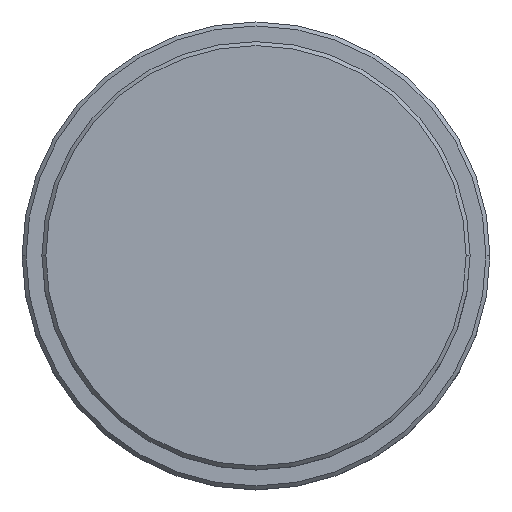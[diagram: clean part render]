
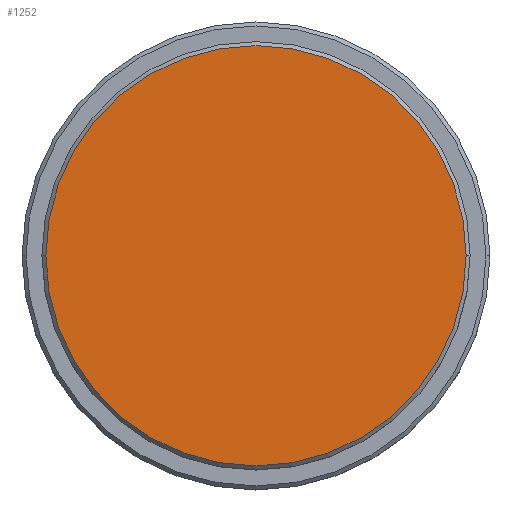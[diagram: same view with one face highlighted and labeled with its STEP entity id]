
A CAD part, top view. The second image highlights one B-rep face of the part: STEP entity #1252.
In plain terms, the highlighted planar face has unit normal (0, 0, 1).
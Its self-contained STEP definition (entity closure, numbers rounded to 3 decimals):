
#54 = DIRECTION ( 'NONE',  ( 0., 0., 1. ) ) ;
#102 = DIRECTION ( 'NONE',  ( 1., 0., 0. ) ) ;
#116 = FACE_OUTER_BOUND ( 'NONE', #1396, .T. ) ;
#180 = CIRCLE ( 'NONE', #837, 26.5 ) ;
#407 = CARTESIAN_POINT ( 'NONE',  ( 0., 0., 0. ) ) ;
#434 = DIRECTION ( 'NONE',  ( 0., 0., 1. ) ) ;
#451 = AXIS2_PLACEMENT_3D ( 'NONE', #1287, #1312, #102 ) ;
#526 = PLANE ( 'NONE',  #451 ) ;
#527 = CARTESIAN_POINT ( 'NONE',  ( 0., 0., 0. ) ) ;
#543 = EDGE_CURVE ( 'NONE', #1030, #1071, #750, .T. ) ;
#750 = CIRCLE ( 'NONE', #1343, 26.5 ) ;
#810 = ORIENTED_EDGE ( 'NONE', *, *, #1118, .T. ) ;
#837 = AXIS2_PLACEMENT_3D ( 'NONE', #407, #54, #1368 ) ;
#962 = DIRECTION ( 'NONE',  ( 1., 0., 0. ) ) ;
#1030 = VERTEX_POINT ( 'NONE', #1188 ) ;
#1071 = VERTEX_POINT ( 'NONE', #1216 ) ;
#1118 = EDGE_CURVE ( 'NONE', #1071, #1030, #180, .T. ) ;
#1188 = CARTESIAN_POINT ( 'NONE',  ( 26.5, 0., 0. ) ) ;
#1216 = CARTESIAN_POINT ( 'NONE',  ( -26.5, 0., 0. ) ) ;
#1252 = ADVANCED_FACE ( 'NONE', ( #116 ), #526, .T. ) ;
#1261 = ORIENTED_EDGE ( 'NONE', *, *, #543, .T. ) ;
#1287 = CARTESIAN_POINT ( 'NONE',  ( 0., 0., 0. ) ) ;
#1312 = DIRECTION ( 'NONE',  ( 0., 0., 1. ) ) ;
#1343 = AXIS2_PLACEMENT_3D ( 'NONE', #527, #434, #962 ) ;
#1368 = DIRECTION ( 'NONE',  ( 1., 0., 0. ) ) ;
#1396 = EDGE_LOOP ( 'NONE', ( #810, #1261 ) ) ;
